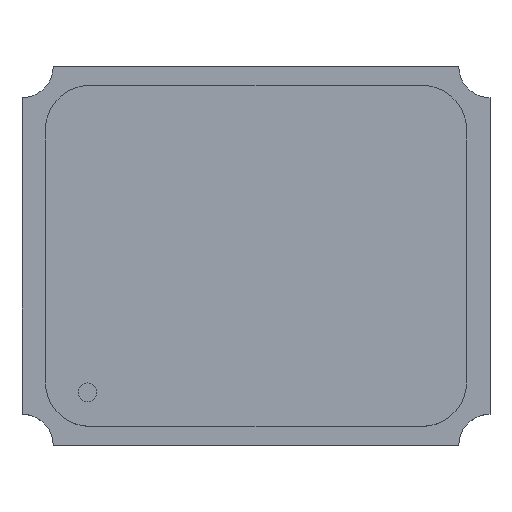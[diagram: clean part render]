
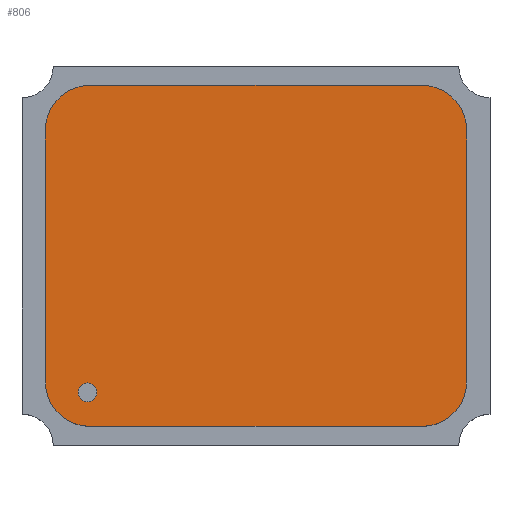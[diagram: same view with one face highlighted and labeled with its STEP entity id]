
A CAD part, top view. The second image highlights one B-rep face of the part: STEP entity #806.
In plain terms, the highlighted planar face has unit normal (0, 0, 1).
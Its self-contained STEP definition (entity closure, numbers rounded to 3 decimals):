
#17=FACE_BOUND('',#130,.T.);
#35=PLANE('',#893);
#80=FACE_OUTER_BOUND('',#129,.T.);
#129=EDGE_LOOP('',(#626,#627,#628,#629,#630,#631,#632,#633));
#130=EDGE_LOOP('',(#634));
#178=LINE('',#1234,#263);
#183=LINE('',#1248,#268);
#187=LINE('',#1260,#272);
#191=LINE('',#1272,#276);
#263=VECTOR('',#997,10.);
#268=VECTOR('',#1010,10.);
#272=VECTOR('',#1022,10.);
#276=VECTOR('',#1034,10.);
#339=CIRCLE('',#875,0.042);
#341=CIRCLE('',#879,0.2);
#343=CIRCLE('',#883,0.2);
#345=CIRCLE('',#887,0.2);
#347=CIRCLE('',#891,0.2);
#373=VERTEX_POINT('',#1226);
#375=VERTEX_POINT('',#1232);
#376=VERTEX_POINT('',#1233);
#379=VERTEX_POINT('',#1241);
#381=VERTEX_POINT('',#1247);
#383=VERTEX_POINT('',#1253);
#385=VERTEX_POINT('',#1259);
#387=VERTEX_POINT('',#1265);
#389=VERTEX_POINT('',#1271);
#455=EDGE_CURVE('',#373,#373,#339,.T.);
#458=EDGE_CURVE('',#375,#376,#178,.T.);
#462=EDGE_CURVE('',#376,#379,#341,.T.);
#465=EDGE_CURVE('',#379,#381,#183,.T.);
#468=EDGE_CURVE('',#381,#383,#343,.T.);
#471=EDGE_CURVE('',#383,#385,#187,.T.);
#474=EDGE_CURVE('',#385,#387,#345,.T.);
#477=EDGE_CURVE('',#387,#389,#191,.T.);
#480=EDGE_CURVE('',#389,#375,#347,.T.);
#626=ORIENTED_EDGE('',*,*,#480,.T.);
#627=ORIENTED_EDGE('',*,*,#458,.T.);
#628=ORIENTED_EDGE('',*,*,#462,.T.);
#629=ORIENTED_EDGE('',*,*,#465,.T.);
#630=ORIENTED_EDGE('',*,*,#468,.T.);
#631=ORIENTED_EDGE('',*,*,#471,.T.);
#632=ORIENTED_EDGE('',*,*,#474,.T.);
#633=ORIENTED_EDGE('',*,*,#477,.T.);
#634=ORIENTED_EDGE('',*,*,#455,.T.);
#806=ADVANCED_FACE('',(#80,#17),#35,.T.);
#875=AXIS2_PLACEMENT_3D('',#1227,#990,#991);
#879=AXIS2_PLACEMENT_3D('',#1242,#1003,#1004);
#883=AXIS2_PLACEMENT_3D('',#1254,#1015,#1016);
#887=AXIS2_PLACEMENT_3D('',#1266,#1027,#1028);
#891=AXIS2_PLACEMENT_3D('',#1277,#1039,#1040);
#893=AXIS2_PLACEMENT_3D('',#1279,#1043,#1044);
#990=DIRECTION('center_axis',(0.,0.,-1.));
#991=DIRECTION('ref_axis',(1.,0.,0.));
#997=DIRECTION('',(-1.,0.,0.));
#1003=DIRECTION('center_axis',(0.,0.,1.));
#1004=DIRECTION('ref_axis',(0.,1.,0.));
#1010=DIRECTION('',(0.,-1.,0.));
#1015=DIRECTION('center_axis',(0.,0.,1.));
#1016=DIRECTION('ref_axis',(-1.,0.,0.));
#1022=DIRECTION('',(1.,0.,0.));
#1027=DIRECTION('center_axis',(0.,0.,1.));
#1028=DIRECTION('ref_axis',(0.,-1.,0.));
#1034=DIRECTION('',(0.,1.,0.));
#1039=DIRECTION('center_axis',(0.,0.,1.));
#1040=DIRECTION('ref_axis',(1.,0.,0.));
#1043=DIRECTION('center_axis',(0.,0.,1.));
#1044=DIRECTION('ref_axis',(1.,0.,0.));
#1226=CARTESIAN_POINT('',(-0.798,-0.612,0.5));
#1227=CARTESIAN_POINT('Origin',(-0.756,-0.612,0.5));
#1232=CARTESIAN_POINT('',(0.745,0.765,0.5));
#1233=CARTESIAN_POINT('',(-0.745,0.765,0.5));
#1234=CARTESIAN_POINT('',(0.745,0.765,0.5));
#1241=CARTESIAN_POINT('',(-0.945,0.565,0.5));
#1242=CARTESIAN_POINT('Origin',(-0.745,0.565,0.5));
#1247=CARTESIAN_POINT('',(-0.945,-0.565,0.5));
#1248=CARTESIAN_POINT('',(-0.945,0.565,0.5));
#1253=CARTESIAN_POINT('',(-0.745,-0.765,0.5));
#1254=CARTESIAN_POINT('Origin',(-0.745,-0.565,0.5));
#1259=CARTESIAN_POINT('',(0.745,-0.765,0.5));
#1260=CARTESIAN_POINT('',(-0.745,-0.765,0.5));
#1265=CARTESIAN_POINT('',(0.945,-0.565,0.5));
#1266=CARTESIAN_POINT('Origin',(0.745,-0.565,0.5));
#1271=CARTESIAN_POINT('',(0.945,0.565,0.5));
#1272=CARTESIAN_POINT('',(0.945,-0.565,0.5));
#1277=CARTESIAN_POINT('Origin',(0.745,0.565,0.5));
#1279=CARTESIAN_POINT('Origin',(0.,0.,0.5));
